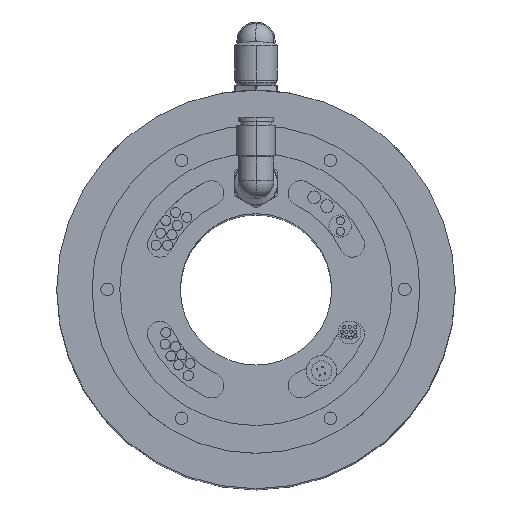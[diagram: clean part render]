
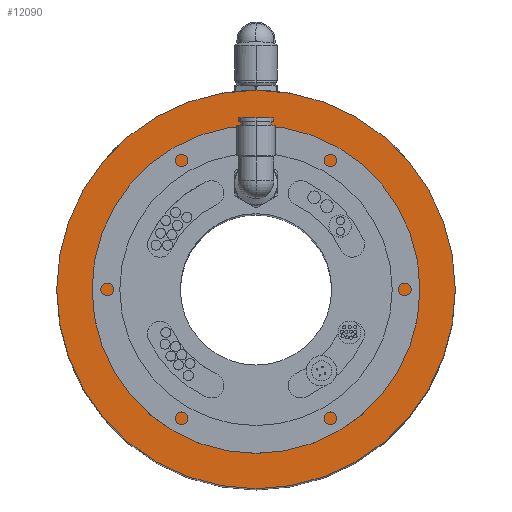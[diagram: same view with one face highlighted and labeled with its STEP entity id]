
A CAD part, top view. The second image highlights one B-rep face of the part: STEP entity #12090.
In plain terms, the highlighted planar face has unit normal (0, 0, 1).
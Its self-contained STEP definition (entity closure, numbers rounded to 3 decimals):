
#74 = CARTESIAN_POINT ( 'NONE',  ( -79., 0., -15. ) ) ;
#628 = AXIS2_PLACEMENT_3D ( 'NONE', #6120, #3626, #11349 ) ;
#1247 = CIRCLE ( 'NONE', #7549, 53.5 ) ;
#1286 = DIRECTION ( 'NONE',  ( 0., 0., -1. ) ) ;
#1402 = FACE_OUTER_BOUND ( 'NONE', #3978, .T. ) ;
#1999 = ORIENTED_EDGE ( 'NONE', *, *, #5598, .T. ) ;
#2047 = VERTEX_POINT ( 'NONE', #9402 ) ;
#2167 = ORIENTED_EDGE ( 'NONE', *, *, #8021, .F. ) ;
#2935 = ORIENTED_EDGE ( 'NONE', *, *, #8134, .F. ) ;
#3626 = DIRECTION ( 'NONE',  ( 0., 0., -1. ) ) ;
#3848 = CIRCLE ( 'NONE', #11956, 79. ) ;
#3978 = EDGE_LOOP ( 'NONE', ( #2935, #2167 ) ) ;
#4049 = DIRECTION ( 'NONE',  ( -1., 0., 0. ) ) ;
#4867 = FACE_BOUND ( 'NONE', #9823, .T. ) ;
#5196 = CIRCLE ( 'NONE', #6650, 79. ) ;
#5598 = EDGE_CURVE ( 'NONE', #6543, #2047, #7680, .T. ) ;
#5970 = CARTESIAN_POINT ( 'NONE',  ( 0., 0., -15. ) ) ;
#6092 = EDGE_CURVE ( 'NONE', #2047, #6543, #1247, .T. ) ;
#6120 = CARTESIAN_POINT ( 'NONE',  ( 0., 0., -15. ) ) ;
#6543 = VERTEX_POINT ( 'NONE', #7003 ) ;
#6553 = DIRECTION ( 'NONE',  ( -1., 0., 0. ) ) ;
#6560 = DIRECTION ( 'NONE',  ( 0., 0., -1. ) ) ;
#6596 = CARTESIAN_POINT ( 'NONE',  ( 0., 0., -15. ) ) ;
#6650 = AXIS2_PLACEMENT_3D ( 'NONE', #6596, #6560, #6553 ) ;
#6905 = VERTEX_POINT ( 'NONE', #8192 ) ;
#7003 = CARTESIAN_POINT ( 'NONE',  ( -53.5, 0., -15. ) ) ;
#7549 = AXIS2_PLACEMENT_3D ( 'NONE', #8303, #8257, #8217 ) ;
#7680 = CIRCLE ( 'NONE', #9290, 53.5 ) ;
#7707 = ORIENTED_EDGE ( 'NONE', *, *, #6092, .T. ) ;
#8021 = EDGE_CURVE ( 'NONE', #11478, #6905, #3848, .T. ) ;
#8134 = EDGE_CURVE ( 'NONE', #6905, #11478, #5196, .T. ) ;
#8192 = CARTESIAN_POINT ( 'NONE',  ( 79., 0., -15. ) ) ;
#8208 = PLANE ( 'NONE',  #628 ) ;
#8217 = DIRECTION ( 'NONE',  ( -1., 0., 0. ) ) ;
#8257 = DIRECTION ( 'NONE',  ( 0., 0., -1. ) ) ;
#8303 = CARTESIAN_POINT ( 'NONE',  ( 0., 0., -15. ) ) ;
#9290 = AXIS2_PLACEMENT_3D ( 'NONE', #5970, #1286, #4049 ) ;
#9361 = DIRECTION ( 'NONE',  ( -1., 0., 0. ) ) ;
#9368 = DIRECTION ( 'NONE',  ( 0., 0., -1. ) ) ;
#9397 = CARTESIAN_POINT ( 'NONE',  ( 0., 0., -15. ) ) ;
#9402 = CARTESIAN_POINT ( 'NONE',  ( 53.5, 0., -15. ) ) ;
#9823 = EDGE_LOOP ( 'NONE', ( #7707, #1999 ) ) ;
#11349 = DIRECTION ( 'NONE',  ( -1., 0., 0. ) ) ;
#11478 = VERTEX_POINT ( 'NONE', #74 ) ;
#11956 = AXIS2_PLACEMENT_3D ( 'NONE', #9397, #9368, #9361 ) ;
#12090 = ADVANCED_FACE ( 'NONE', ( #1402, #4867 ), #8208, .F. ) ;
